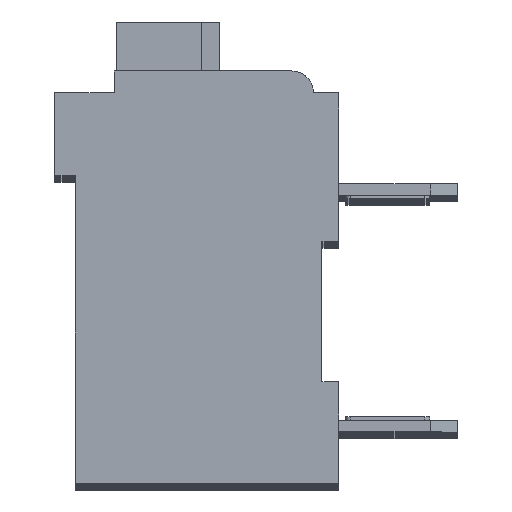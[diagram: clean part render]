
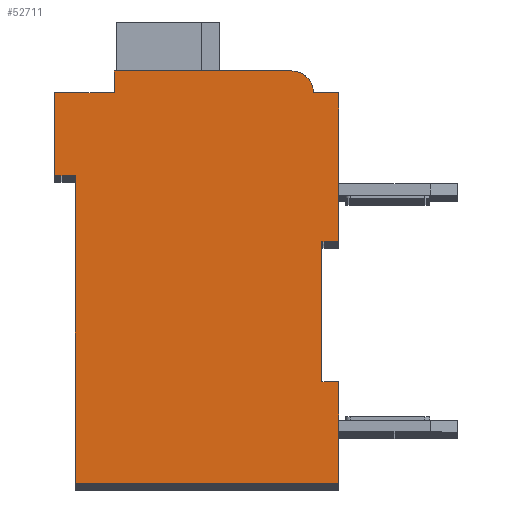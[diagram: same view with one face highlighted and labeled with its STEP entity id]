
A CAD part, top view. The second image highlights one B-rep face of the part: STEP entity #52711.
In plain terms, the highlighted planar face has unit normal (0, 0, 1).
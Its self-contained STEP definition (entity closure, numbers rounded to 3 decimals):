
#15794=DIRECTION('',(1.,0.,0.));
#15795=VECTOR('',#15794,0.5);
#15796=CARTESIAN_POINT('',(7.3,7.15,2.1));
#15797=LINE('',#15796,#15795);
#15798=DIRECTION('',(0.,1.,0.));
#15799=VECTOR('',#15798,4.15);
#15800=CARTESIAN_POINT('',(7.3,3.,2.1));
#15801=LINE('',#15800,#15799);
#15802=DIRECTION('',(-1.,0.,0.));
#15803=VECTOR('',#15802,0.5);
#15804=CARTESIAN_POINT('',(7.8,3.,2.1));
#15805=LINE('',#15804,#15803);
#15806=DIRECTION('',(0.,1.,0.));
#15807=VECTOR('',#15806,3.);
#15808=CARTESIAN_POINT('',(7.8,0.,2.1));
#15809=LINE('',#15808,#15807);
#15810=DIRECTION('',(1.,0.,0.));
#15811=VECTOR('',#15810,7.8);
#15812=CARTESIAN_POINT('',(0.,0.,2.1));
#15813=LINE('',#15812,#15811);
#15814=DIRECTION('',(0.,-1.,0.));
#15815=VECTOR('',#15814,9.1);
#15816=CARTESIAN_POINT('',(0.,9.1,2.1));
#15817=LINE('',#15816,#15815);
#15818=DIRECTION('',(1.,0.,0.));
#15819=VECTOR('',#15818,0.6);
#15820=CARTESIAN_POINT('',(-0.6,9.1,2.1));
#15821=LINE('',#15820,#15819);
#15822=DIRECTION('',(0.,-1.,0.));
#15823=VECTOR('',#15822,2.45);
#15824=CARTESIAN_POINT('',(-0.6,11.55,2.1));
#15825=LINE('',#15824,#15823);
#15826=DIRECTION('',(-1.,0.,0.));
#15827=VECTOR('',#15826,1.75);
#15828=CARTESIAN_POINT('',(1.15,11.55,2.1));
#15829=LINE('',#15828,#15827);
#15830=DIRECTION('',(0.,-1.,0.));
#15831=VECTOR('',#15830,0.65);
#15832=CARTESIAN_POINT('',(1.15,12.2,2.1));
#15833=LINE('',#15832,#15831);
#15834=DIRECTION('',(-1.,0.,0.));
#15835=VECTOR('',#15834,5.25);
#15836=CARTESIAN_POINT('',(6.4,12.2,2.1));
#15837=LINE('',#15836,#15835);
#15838=CARTESIAN_POINT('',(6.4,11.55,2.1));
#15839=DIRECTION('',(0.,0.,1.));
#15840=DIRECTION('',(1.,0.,0.));
#15841=AXIS2_PLACEMENT_3D('',#15838,#15839,#15840);
#15843=DIRECTION('',(-1.,0.,0.));
#15844=VECTOR('',#15843,0.75);
#15845=CARTESIAN_POINT('',(7.8,11.55,2.1));
#15846=LINE('',#15845,#15844);
#15847=DIRECTION('',(0.,1.,0.));
#15848=VECTOR('',#15847,4.4);
#15849=CARTESIAN_POINT('',(7.8,7.15,2.1));
#15850=LINE('',#15849,#15848);
#26335=CARTESIAN_POINT('',(7.3,7.15,2.1));
#26336=CARTESIAN_POINT('',(7.8,7.15,2.1));
#26337=VERTEX_POINT('',#26335);
#26338=VERTEX_POINT('',#26336);
#26339=CARTESIAN_POINT('',(7.8,11.55,2.1));
#26340=VERTEX_POINT('',#26339);
#26341=CARTESIAN_POINT('',(7.05,11.55,2.1));
#26342=VERTEX_POINT('',#26341);
#26343=CARTESIAN_POINT('',(6.4,12.2,2.1));
#26344=VERTEX_POINT('',#26343);
#26345=CARTESIAN_POINT('',(1.15,12.2,2.1));
#26346=VERTEX_POINT('',#26345);
#26347=CARTESIAN_POINT('',(1.15,11.55,2.1));
#26348=VERTEX_POINT('',#26347);
#26349=CARTESIAN_POINT('',(-0.6,11.55,2.1));
#26350=VERTEX_POINT('',#26349);
#26351=CARTESIAN_POINT('',(-0.6,9.1,2.1));
#26352=VERTEX_POINT('',#26351);
#26353=CARTESIAN_POINT('',(0.,9.1,2.1));
#26354=VERTEX_POINT('',#26353);
#26355=CARTESIAN_POINT('',(0.,0.,2.1));
#26356=VERTEX_POINT('',#26355);
#26357=CARTESIAN_POINT('',(7.8,0.,2.1));
#26358=VERTEX_POINT('',#26357);
#26359=CARTESIAN_POINT('',(7.8,3.,2.1));
#26360=VERTEX_POINT('',#26359);
#26361=CARTESIAN_POINT('',(7.3,3.,2.1));
#26362=VERTEX_POINT('',#26361);
#52690=CARTESIAN_POINT('',(0.,0.,2.1));
#52691=DIRECTION('',(0.,0.,1.));
#52692=DIRECTION('',(1.,0.,0.));
#52693=AXIS2_PLACEMENT_3D('',#52690,#52691,#52692);
#52694=PLANE('',#52693);
#52695=ORIENTED_EDGE('',*,*,#34704,.F.);
#52696=ORIENTED_EDGE('',*,*,#35874,.F.);
#52697=ORIENTED_EDGE('',*,*,#45610,.F.);
#52698=ORIENTED_EDGE('',*,*,#46295,.F.);
#52699=ORIENTED_EDGE('',*,*,#47084,.F.);
#52700=ORIENTED_EDGE('',*,*,#48121,.F.);
#52701=ORIENTED_EDGE('',*,*,#48512,.F.);
#52702=ORIENTED_EDGE('',*,*,#48896,.F.);
#52703=ORIENTED_EDGE('',*,*,#49479,.F.);
#52704=ORIENTED_EDGE('',*,*,#50580,.F.);
#52705=ORIENTED_EDGE('',*,*,#51454,.F.);
#52706=ORIENTED_EDGE('',*,*,#49530,.F.);
#52707=ORIENTED_EDGE('',*,*,#50291,.F.);
#52708=ORIENTED_EDGE('',*,*,#35769,.F.);
#52709=EDGE_LOOP('',(#52695,#52696,#52697,#52698,#52699,#52700,#52701,#52702,
#52703,#52704,#52705,#52706,#52707,#52708));
#52710=FACE_OUTER_BOUND('',#52709,.F.);
#15842=CIRCLE('',#15841,0.65);
#34704=EDGE_CURVE('',#26337,#26338,#15797,.T.);
#35769=EDGE_CURVE('',#26338,#26340,#15850,.T.);
#35874=EDGE_CURVE('',#26362,#26337,#15801,.T.);
#45610=EDGE_CURVE('',#26360,#26362,#15805,.T.);
#46295=EDGE_CURVE('',#26358,#26360,#15809,.T.);
#47084=EDGE_CURVE('',#26356,#26358,#15813,.T.);
#48121=EDGE_CURVE('',#26354,#26356,#15817,.T.);
#48512=EDGE_CURVE('',#26352,#26354,#15821,.T.);
#48896=EDGE_CURVE('',#26350,#26352,#15825,.T.);
#49479=EDGE_CURVE('',#26348,#26350,#15829,.T.);
#49530=EDGE_CURVE('',#26342,#26344,#15842,.T.);
#50291=EDGE_CURVE('',#26340,#26342,#15846,.T.);
#50580=EDGE_CURVE('',#26346,#26348,#15833,.T.);
#51454=EDGE_CURVE('',#26344,#26346,#15837,.T.);
#52711=ADVANCED_FACE('',(#52710),#52694,.T.);
